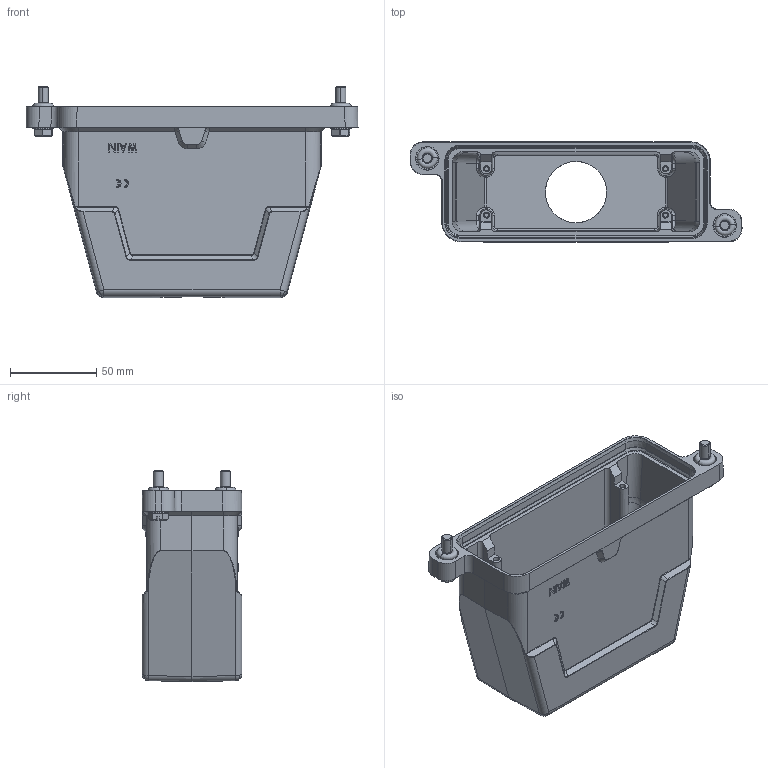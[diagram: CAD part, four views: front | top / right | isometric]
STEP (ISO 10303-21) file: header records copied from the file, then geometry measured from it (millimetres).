
FILE_DESCRIPTION(/* description */ (''),/* implementation_level */ '2;1');
FILE_NAME(/* name */ '3D_1136244205013_HP24B_H-TEH-2S-PG36_V1.1.stp',/* time_stamp */ '2023-12-26T14:05:59+08:00',/* author */ (''),/* organization */ (''),/* preprocessor_version */ 'ST-DEVELOPER v18.1',/* originating_system */ 'SIEMENS PLM Software NX 1980',/* authorisation */ '');
FILE_SCHEMA (('AUTOMOTIVE_DESIGN { 1 0 10303 214 3 1 1 1 }'));
Length unit declared in the file: millimetre
Products named in the file (1): 3D_1136244205003_HP24B_H-TEH-2S-M25_V1.1_stp
Bounding box: 193 x 58 x 122.7 mm (x, y, z)
Volume: 228746 mm3; surface area: 100469.3 mm2
Topology: 1 solids, 1 shells, 542 faces, 1313 edges, 806 vertices
Faces by surface type: plane 236, cylinder 142, cone 70, torus 48, bspline 30, sphere 16
Full cylindrical faces by diameter (mm): 35.6 x1
Entity records: 19380 total; most frequent: CARTESIAN_POINT 7565, ORIENTED_EDGE 2622, DIRECTION 2177, EDGE_CURVE 1311, VERTEX_POINT 805, AXIS2_PLACEMENT_3D 748, LINE 681, VECTOR 681
